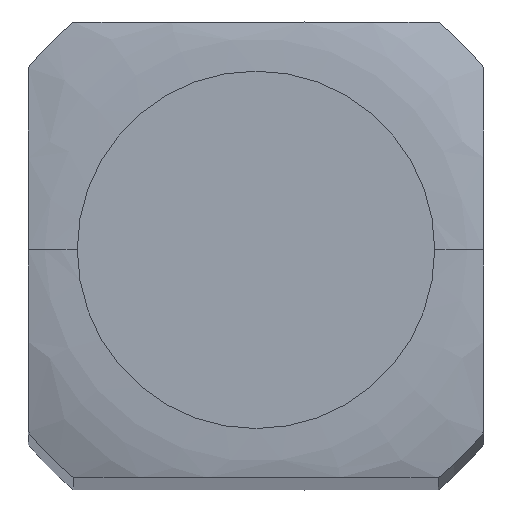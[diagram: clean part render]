
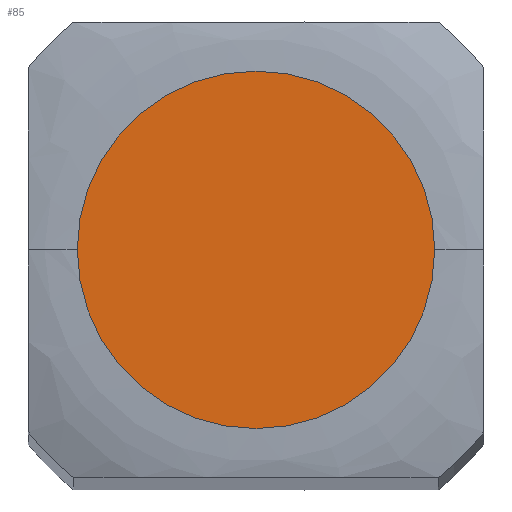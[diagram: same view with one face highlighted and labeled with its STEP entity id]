
A CAD part, top view. The second image highlights one B-rep face of the part: STEP entity #85.
In plain terms, the highlighted planar face has unit normal (0, 0, 1).
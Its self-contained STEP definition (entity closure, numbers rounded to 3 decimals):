
#50 = AXIS2_PLACEMENT_3D ( 'NONE', #72, #459, #140 ) ;
#68 = CARTESIAN_POINT ( 'NONE',  ( -1.245, 0., 24.511 ) ) ;
#72 = CARTESIAN_POINT ( 'NONE',  ( -1.588, 1.588, 24.511 ) ) ;
#85 = ADVANCED_FACE ( 'NONE', ( #305 ), #327, .F. ) ;
#88 = DIRECTION ( 'NONE',  ( 1., 0., 0. ) ) ;
#89 = DIRECTION ( 'NONE',  ( 0., 0., 1. ) ) ;
#90 = CARTESIAN_POINT ( 'NONE',  ( 0., 0., 24.511 ) ) ;
#97 = CARTESIAN_POINT ( 'NONE',  ( 1.245, 0., 24.511 ) ) ;
#130 = EDGE_CURVE ( 'NONE', #505, #483, #294, .T. ) ;
#140 = DIRECTION ( 'NONE',  ( -1., 0., 0. ) ) ;
#246 = DIRECTION ( 'NONE',  ( 1., 0., 0. ) ) ;
#264 = DIRECTION ( 'NONE',  ( 0., 0., 1. ) ) ;
#268 = CIRCLE ( 'NONE', #518, 1.245 ) ;
#279 = CARTESIAN_POINT ( 'NONE',  ( 0., 0., 24.511 ) ) ;
#294 = CIRCLE ( 'NONE', #396, 1.245 ) ;
#305 = FACE_OUTER_BOUND ( 'NONE', #416, .T. ) ;
#327 = PLANE ( 'NONE',  #50 ) ;
#370 = ORIENTED_EDGE ( 'NONE', *, *, #474, .T. ) ;
#396 = AXIS2_PLACEMENT_3D ( 'NONE', #279, #264, #246 ) ;
#416 = EDGE_LOOP ( 'NONE', ( #370, #473 ) ) ;
#459 = DIRECTION ( 'NONE',  ( 0., 0., -1. ) ) ;
#473 = ORIENTED_EDGE ( 'NONE', *, *, #130, .T. ) ;
#474 = EDGE_CURVE ( 'NONE', #483, #505, #268, .T. ) ;
#483 = VERTEX_POINT ( 'NONE', #97 ) ;
#505 = VERTEX_POINT ( 'NONE', #68 ) ;
#518 = AXIS2_PLACEMENT_3D ( 'NONE', #90, #89, #88 ) ;
